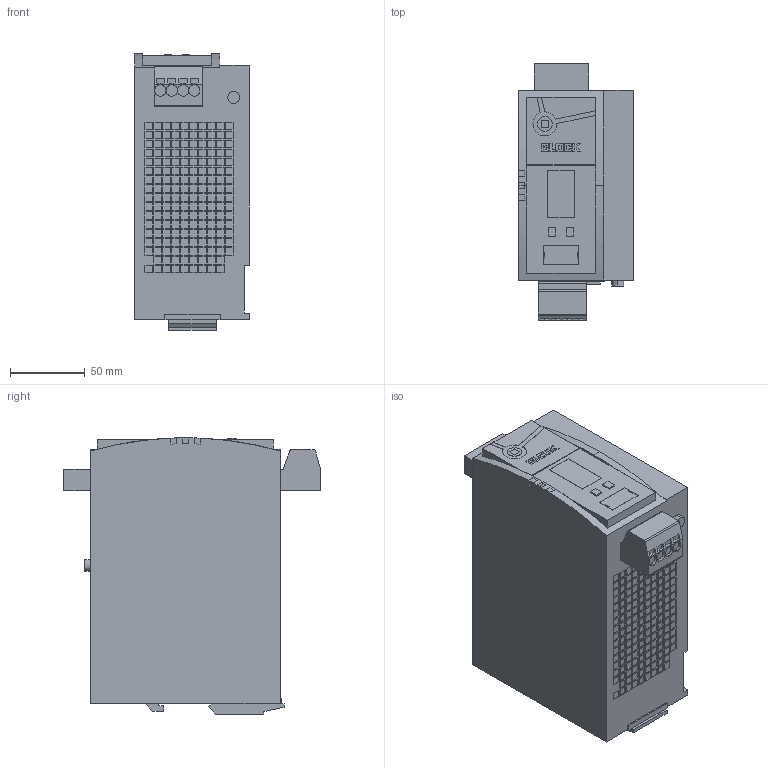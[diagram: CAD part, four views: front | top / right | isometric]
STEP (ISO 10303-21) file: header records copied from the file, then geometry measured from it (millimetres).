
FILE_DESCRIPTION (( 'STEP AP214' ), '1' );
FILE_NAME ('357617.STEP', '2023-01-18T07:28:27', ( '' ), ( '' ), 'SwSTEP 2.0', 'SolidWorks 2018', '' );
FILE_SCHEMA (( 'AUTOMOTIVE_DESIGN' ));
Length unit declared in the file: millimetre
Products named in the file (1): 357617
Bounding box: 77 x 171.95 x 185.15 mm (x, y, z)
Volume: 1727320.4 mm3; surface area: 103186 mm2
Topology: 1 solids, 1 shells, 1974 faces, 4792 edges, 3192 vertices
Faces by surface type: plane 1916, cylinder 58
Entity records: 56634 total; most frequent: CARTESIAN_POINT 9971, ORIENTED_EDGE 9584, DIRECTION 8866, EDGE_CURVE 4792, VECTOR 4660, LINE 4660, VERTEX_POINT 3192, EDGE_LOOP 2346
